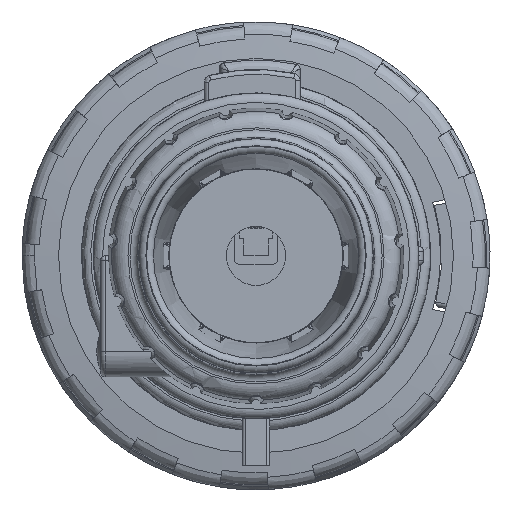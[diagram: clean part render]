
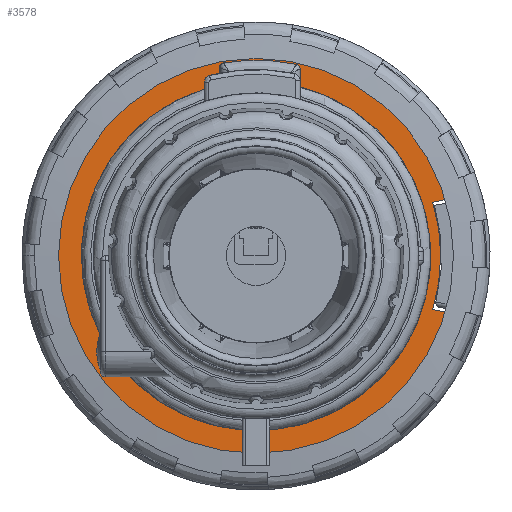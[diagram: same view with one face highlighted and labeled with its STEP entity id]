
A CAD part, front view. The second image highlights one B-rep face of the part: STEP entity #3578.
In plain terms, the highlighted planar face has unit normal (0, -1, 0).
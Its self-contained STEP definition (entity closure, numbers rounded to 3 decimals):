
#1043=PLANE('',#29569);
#3578=ADVANCED_FACE('',(#9716,#9717),#1043,.F.);
#5843=LINE('',#55571,#7548);
#5846=LINE('',#55579,#7551);
#5861=LINE('',#55965,#7566);
#5865=LINE('',#55972,#7570);
#5868=LINE('',#55982,#7573);
#5872=LINE('',#55990,#7577);
#5875=LINE('',#55999,#7580);
#5878=LINE('',#56003,#7583);
#7548=VECTOR('',#34239,1.);
#7551=VECTOR('',#34248,1.);
#7566=VECTOR('',#34289,1.);
#7570=VECTOR('',#34295,1.);
#7573=VECTOR('',#34306,1.);
#7577=VECTOR('',#34312,1.);
#7580=VECTOR('',#34323,1.);
#7583=VECTOR('',#34328,1.);
#8837=CIRCLE('',#29401,1.);
#8839=CIRCLE('',#29405,1.);
#8845=CIRCLE('',#29416,41.999);
#8849=CIRCLE('',#29428,44.8);
#8852=CIRCLE('',#29434,44.8);
#8854=CIRCLE('',#29439,39.65);
#8907=CIRCLE('',#29566,37.5);
#9716=FACE_BOUND('',#11078,.T.);
#9717=FACE_BOUND('',#11079,.T.);
#11078=EDGE_LOOP('',(#16434,#16435,#16436,#16437,#16438,#16439,#16440,#16441,
#16442,#16443,#16444,#16445,#16446));
#11079=EDGE_LOOP('',(#16447,#16448,#16449,#16450,#16451,#16452));
#16434=ORIENTED_EDGE('',*,*,#24964,.T.);
#16435=ORIENTED_EDGE('',*,*,#24963,.T.);
#16436=ORIENTED_EDGE('',*,*,#25084,.T.);
#16437=ORIENTED_EDGE('',*,*,#25088,.T.);
#16438=ORIENTED_EDGE('',*,*,#25089,.F.);
#16439=ORIENTED_EDGE('',*,*,#24968,.T.);
#16440=ORIENTED_EDGE('',*,*,#25092,.T.);
#16441=ORIENTED_EDGE('',*,*,#25068,.T.);
#16442=ORIENTED_EDGE('',*,*,#25071,.F.);
#16443=ORIENTED_EDGE('',*,*,#24959,.T.);
#16444=ORIENTED_EDGE('',*,*,#25075,.T.);
#16445=ORIENTED_EDGE('',*,*,#25078,.T.);
#16446=ORIENTED_EDGE('',*,*,#25080,.F.);
#16447=ORIENTED_EDGE('',*,*,#25044,.F.);
#16448=ORIENTED_EDGE('',*,*,#25311,.F.);
#16449=ORIENTED_EDGE('',*,*,#25040,.F.);
#16450=ORIENTED_EDGE('',*,*,#25011,.F.);
#16451=ORIENTED_EDGE('',*,*,#25043,.F.);
#16452=ORIENTED_EDGE('',*,*,#25024,.F.);
#21535=VERTEX_POINT('',#55037);
#21536=VERTEX_POINT('',#55048);
#21539=VERTEX_POINT('',#55085);
#21540=VERTEX_POINT('',#55092);
#21541=VERTEX_POINT('',#55097);
#21544=VERTEX_POINT('',#55134);
#21545=VERTEX_POINT('',#55139);
#21577=VERTEX_POINT('',#55315);
#21578=VERTEX_POINT('',#55316);
#21587=VERTEX_POINT('',#55453);
#21588=VERTEX_POINT('',#55454);
#21595=VERTEX_POINT('',#55572);
#21597=VERTEX_POINT('',#55580);
#21613=VERTEX_POINT('',#55958);
#21614=VERTEX_POINT('',#55960);
#21617=VERTEX_POINT('',#55971);
#21619=VERTEX_POINT('',#55977);
#21623=VERTEX_POINT('',#55989);
#21625=VERTEX_POINT('',#55996);
#24959=EDGE_CURVE('',#21536,#21535,#27658,.T.);
#24963=EDGE_CURVE('',#21540,#21539,#27661,.T.);
#24964=EDGE_CURVE('',#21541,#21540,#27662,.T.);
#24968=EDGE_CURVE('',#21545,#21544,#27665,.T.);
#25011=EDGE_CURVE('',#21577,#21578,#8837,.T.);
#25024=EDGE_CURVE('',#21587,#21588,#8839,.T.);
#25040=EDGE_CURVE('',#21578,#21595,#5843,.T.);
#25043=EDGE_CURVE('',#21588,#21577,#8845,.T.);
#25044=EDGE_CURVE('',#21597,#21587,#5846,.T.);
#25068=EDGE_CURVE('',#21614,#21613,#8849,.T.);
#25071=EDGE_CURVE('',#21536,#21613,#5861,.T.);
#25075=EDGE_CURVE('',#21535,#21617,#5865,.T.);
#25078=EDGE_CURVE('',#21617,#21619,#8852,.T.);
#25080=EDGE_CURVE('',#21541,#21619,#5868,.T.);
#25084=EDGE_CURVE('',#21539,#21623,#5872,.T.);
#25088=EDGE_CURVE('',#21623,#21625,#8854,.T.);
#25089=EDGE_CURVE('',#21545,#21625,#5875,.T.);
#25092=EDGE_CURVE('',#21544,#21614,#5878,.T.);
#25311=EDGE_CURVE('',#21595,#21597,#8907,.T.);
#27658=B_SPLINE_CURVE_WITH_KNOTS('',3,(#55038,#55039,#55040,#55041,#55042,
#55043,#55044,#55045,#55046,#55047),.UNSPECIFIED.,.F.,.F.,(4,2,2,2,4),(0.,
0.25,0.5,0.75,1.),.UNSPECIFIED.);
#27661=B_SPLINE_CURVE_WITH_KNOTS('',3,(#55086,#55087,#55088,#55089,#55090,
#55091),.UNSPECIFIED.,.F.,.F.,(4,2,4),(0.,0.5,1.),.UNSPECIFIED.);
#27662=B_SPLINE_CURVE_WITH_KNOTS('',3,(#55093,#55094,#55095,#55096),
 .UNSPECIFIED.,.F.,.F.,(4,4),(0.,1.),.UNSPECIFIED.);
#27665=B_SPLINE_CURVE_WITH_KNOTS('',3,(#55135,#55136,#55137,#55138),
 .UNSPECIFIED.,.F.,.F.,(4,4),(0.,1.),.UNSPECIFIED.);
#29401=AXIS2_PLACEMENT_3D('',#55314,#34201,#34202);
#29405=AXIS2_PLACEMENT_3D('',#55452,#34213,#34214);
#29416=AXIS2_PLACEMENT_3D('',#55577,#34244,#34245);
#29428=AXIS2_PLACEMENT_3D('',#55959,#34282,#34283);
#29434=AXIS2_PLACEMENT_3D('',#55978,#34301,#34302);
#29439=AXIS2_PLACEMENT_3D('',#55997,#34319,#34320);
#29566=AXIS2_PLACEMENT_3D('',#58340,#34677,#34678);
#29569=AXIS2_PLACEMENT_3D('',#58343,#34683,#34684);
#34201=DIRECTION('',(0.,-1.,0.));
#34202=DIRECTION('',(1.,0.,0.));
#34213=DIRECTION('',(0.,-1.,0.));
#34214=DIRECTION('',(1.,0.,0.));
#34239=DIRECTION('',(0.,0.,-1.));
#34244=DIRECTION('',(0.,-1.,0.));
#34245=DIRECTION('',(1.,0.,0.));
#34248=DIRECTION('',(0.,0.,1.));
#34282=DIRECTION('',(0.,-1.,0.));
#34283=DIRECTION('',(1.,0.,0.));
#34289=DIRECTION('',(0.,0.,-1.));
#34295=DIRECTION('',(1.,0.,0.));
#34301=DIRECTION('',(0.,-1.,0.));
#34302=DIRECTION('',(1.,0.,0.));
#34306=DIRECTION('',(0.,0.,1.));
#34312=DIRECTION('',(-0.978,0.,0.208));
#34319=DIRECTION('',(0.,-1.,0.));
#34320=DIRECTION('',(1.,0.,0.));
#34323=DIRECTION('',(-0.978,0.,-0.208));
#34328=DIRECTION('',(-1.,0.,0.));
#34677=DIRECTION('',(0.,-1.,0.));
#34678=DIRECTION('',(0.,0.,-1.));
#34683=DIRECTION('',(0.,1.,0.));
#34684=DIRECTION('',(-1.,0.,0.));
#55037=CARTESIAN_POINT('',(-35.707,19.2,-29.));
#55038=CARTESIAN_POINT('',(7.5,19.2,45.384));
#55039=CARTESIAN_POINT('',(-1.657,19.2,46.898));
#55040=CARTESIAN_POINT('',(-11.215,19.2,45.567));
#55041=CARTESIAN_POINT('',(-28.004,19.2,37.655));
#55042=CARTESIAN_POINT('',(-35.115,19.2,31.129));
#55043=CARTESIAN_POINT('',(-44.438,19.2,15.08));
#55044=CARTESIAN_POINT('',(-46.583,19.2,5.67));
#55045=CARTESIAN_POINT('',(-45.138,19.2,-12.834));
#55046=CARTESIAN_POINT('',(-41.559,19.2,-21.795));
#55047=CARTESIAN_POINT('',(-35.707,19.2,-29.));
#55048=CARTESIAN_POINT('',(7.5,19.2,45.384));
#55085=CARTESIAN_POINT('',(44.176,19.2,-12.824));
#55086=CARTESIAN_POINT('',(0.,19.2,-46.));
#55087=CARTESIAN_POINT('',(9.897,19.2,-46.));
#55088=CARTESIAN_POINT('',(19.71,19.2,-42.725));
#55089=CARTESIAN_POINT('',(35.537,19.2,-30.84));
#55090=CARTESIAN_POINT('',(41.416,19.2,-22.331));
#55091=CARTESIAN_POINT('',(44.176,19.2,-12.824));
#55092=CARTESIAN_POINT('',(0.,19.2,-46.));
#55093=CARTESIAN_POINT('',(-7.5,19.2,-45.384));
#55094=CARTESIAN_POINT('',(-5.017,19.2,-45.795));
#55095=CARTESIAN_POINT('',(-2.517,19.2,-46.));
#55096=CARTESIAN_POINT('',(0.,19.2,-46.));
#55097=CARTESIAN_POINT('',(-7.5,19.2,-45.384));
#55134=CARTESIAN_POINT('',(35.707,19.2,29.));
#55135=CARTESIAN_POINT('',(44.176,19.2,12.824));
#55136=CARTESIAN_POINT('',(42.467,19.2,18.713));
#55137=CARTESIAN_POINT('',(39.573,19.2,24.239));
#55138=CARTESIAN_POINT('',(35.707,19.2,29.));
#55139=CARTESIAN_POINT('',(44.176,19.2,12.824));
#55314=CARTESIAN_POINT('',(-6.803,19.2,40.447));
#55315=CARTESIAN_POINT('',(-6.969,19.2,41.434));
#55316=CARTESIAN_POINT('',(-7.803,19.2,40.447));
#55452=CARTESIAN_POINT('',(8.497,19.2,40.124));
#55453=CARTESIAN_POINT('',(9.497,19.2,40.124));
#55454=CARTESIAN_POINT('',(8.705,19.2,41.103));
#55571=CARTESIAN_POINT('',(-7.803,19.2,40.447));
#55572=CARTESIAN_POINT('',(-7.803,19.2,36.679));
#55577=CARTESIAN_POINT('',(-0.003,19.2,0.016));
#55579=CARTESIAN_POINT('',(9.497,19.2,36.277));
#55580=CARTESIAN_POINT('',(9.497,19.2,36.277));
#55958=CARTESIAN_POINT('',(7.5,19.2,44.168));
#55959=CARTESIAN_POINT('',(0.,19.2,0.));
#55960=CARTESIAN_POINT('',(34.147,19.2,29.));
#55965=CARTESIAN_POINT('',(7.502,19.2,91.997));
#55971=CARTESIAN_POINT('',(-34.147,19.2,-29.));
#55972=CARTESIAN_POINT('',(-92.,19.2,-29.));
#55977=CARTESIAN_POINT('',(-7.5,19.2,-44.168));
#55978=CARTESIAN_POINT('',(0.,19.2,0.));
#55982=CARTESIAN_POINT('',(-7.499,19.2,91.999));
#55989=CARTESIAN_POINT('',(37.946,19.2,-11.5));
#55990=CARTESIAN_POINT('',(44.176,19.2,-12.824));
#55996=CARTESIAN_POINT('',(37.946,19.2,11.5));
#55997=CARTESIAN_POINT('',(0.,19.2,0.));
#55999=CARTESIAN_POINT('',(-70.012,19.2,-11.447));
#56003=CARTESIAN_POINT('',(35.707,19.2,29.));
#58340=CARTESIAN_POINT('',(0.,19.2,0.));
#58343=CARTESIAN_POINT('',(-92.,19.2,92.));
